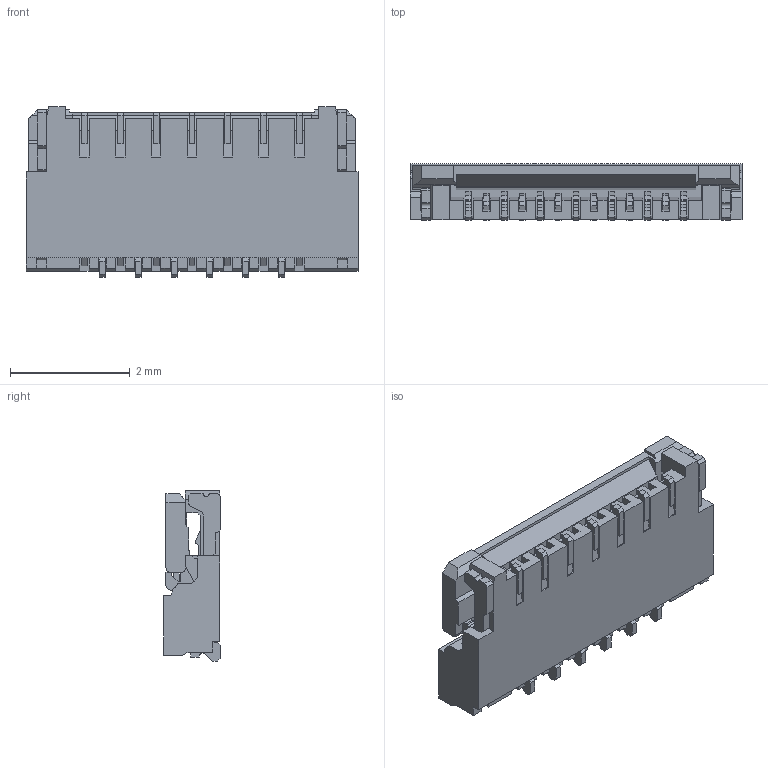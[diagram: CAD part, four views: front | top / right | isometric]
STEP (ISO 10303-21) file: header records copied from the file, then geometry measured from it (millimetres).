
FILE_DESCRIPTION(('FreeCAD Model'),'2;1');
FILE_NAME('Open CASCADE Shape Model','2025-03-28T08:07:19',(''),(''), 'Open CASCADE STEP processor 7.6','FreeCAD','Unknown');
FILE_SCHEMA(('AUTOMOTIVE_DESIGN { 1 0 10303 214 1 1 1 1 }'));
Length unit declared in the file: millimetre
Products named in the file (1): Molex_5035661302 v1
Bounding box: 5.55 x 0.95 x 2.85 mm (x, y, z)
Volume: 9.2 mm3; surface area: 105.7 mm2
Topology: 1 solids, 1 shells, 1062 faces, 3058 edges, 2031 vertices
Faces by surface type: plane 954, cylinder 108
Entity records: 37012 total; most frequent: CARTESIAN_POINT 6158, ORIENTED_EDGE 6116, DIRECTION 5397, EDGE_CURVE 3058, LINE 2841, VECTOR 2841, VERTEX_POINT 2031, AXIS2_PLACEMENT_3D 1278
